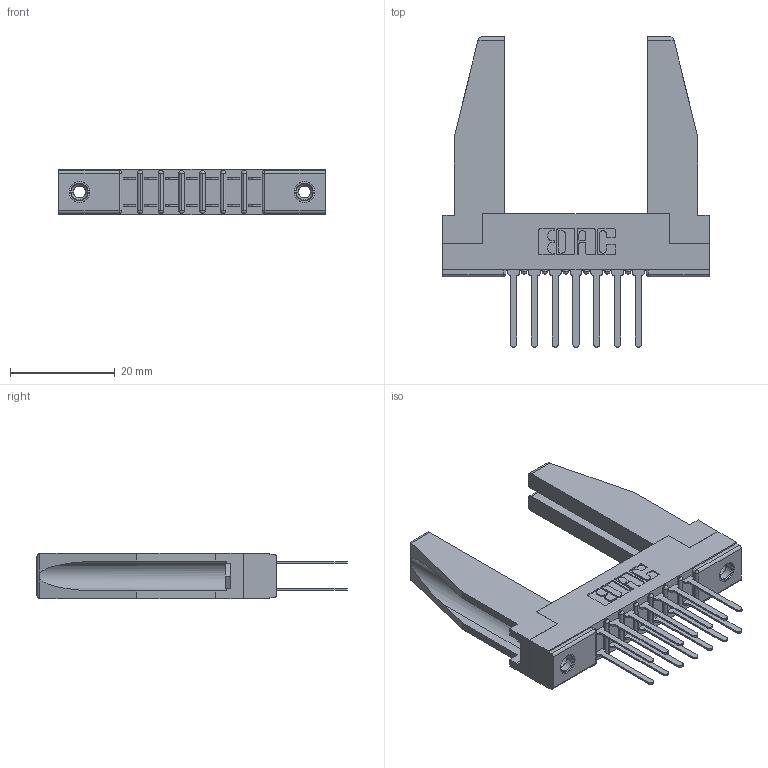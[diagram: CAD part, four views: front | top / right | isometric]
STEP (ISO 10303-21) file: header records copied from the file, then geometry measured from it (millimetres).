
FILE_DESCRIPTION (( 'STEP AP203' ), '1' );
FILE_NAME ('357-014-442-278.STEP', '2020-10-02T17:56:36', ( '' ), ( '' ), 'SwSTEP 2.0', 'SolidWorks 2020', '' );
FILE_SCHEMA (( 'CONFIG_CONTROL_DESIGN' ));
Length unit declared in the file: inch
Products named in the file (5): 307-290-001_542; 307-220-078; 357-014-442-278; 307 Part_.156 Dia Mounting Holes; 345-250-001_345-250-001-102
Assembly tree (19 placements, depth 2):
  357-014-442-278
    307 Part_.156 Dia Mounting Holes
    307-290-001_542  x14
    307-220-078  x2
    345-250-001_345-250-001-102  x2
Bounding box: 50.75 x 59.13 x 8.71 mm (x, y, z)
Volume: 7368 mm3; surface area: 9300.2 mm2
Topology: 19 solids, 19 shells, 900 faces, 2473 edges, 1598 vertices
Faces by surface type: plane 588, cylinder 280, sphere 16, cone 12, torus 4
Entity records: 12947 total; most frequent: CARTESIAN_POINT 2137, ORIENTED_EDGE 2072, DIRECTION 2062, EDGE_CURVE 1036, VECTOR 784, LINE 784, VERTEX_POINT 672, AXIS2_PLACEMENT_3D 639
